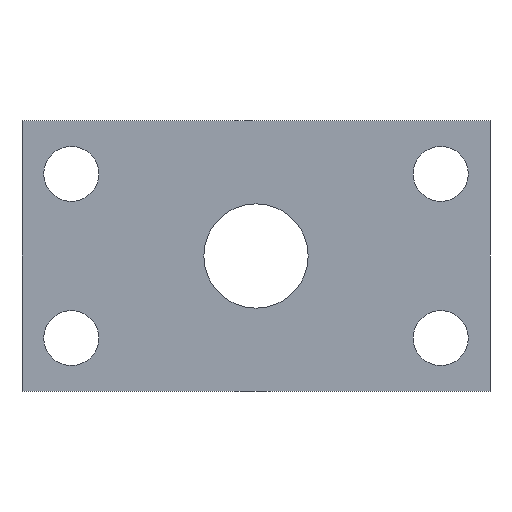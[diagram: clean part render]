
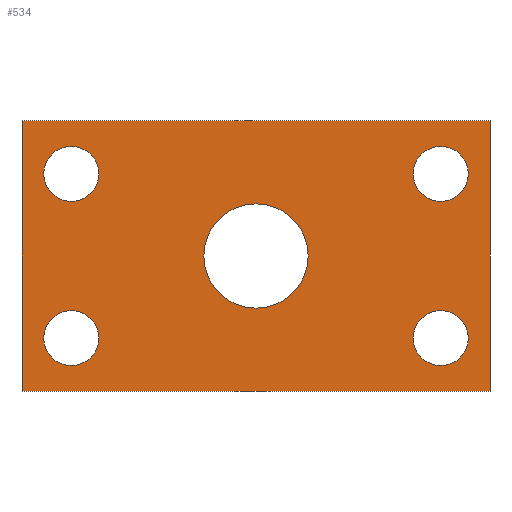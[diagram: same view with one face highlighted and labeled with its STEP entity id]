
A CAD part, front view. The second image highlights one B-rep face of the part: STEP entity #534.
In plain terms, the highlighted planar face has unit normal (0, -1, 0).
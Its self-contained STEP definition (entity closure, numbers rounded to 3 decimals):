
#13 = ORIENTED_EDGE ( 'NONE', *, *, #121, .F. ) ;
#16 = CARTESIAN_POINT ( 'NONE',  ( 51., 0., -26.5 ) ) ;
#17 = EDGE_CURVE ( 'NONE', #490, #569, #732, .T. ) ;
#18 = ORIENTED_EDGE ( 'NONE', *, *, #318, .F. ) ;
#20 = DIRECTION ( 'NONE',  ( 0., 0., -1. ) ) ;
#21 = CARTESIAN_POINT ( 'NONE',  ( 6., 0., -23.15 ) ) ;
#25 = ORIENTED_EDGE ( 'NONE', *, *, #51, .F. ) ;
#26 = DIRECTION ( 'NONE',  ( 0., 0., 1. ) ) ;
#31 = AXIS2_PLACEMENT_3D ( 'NONE', #520, #463, #172 ) ;
#38 = EDGE_CURVE ( 'NONE', #329, #574, #714, .T. ) ;
#51 = EDGE_CURVE ( 'NONE', #275, #208, #500, .T. ) ;
#52 = CARTESIAN_POINT ( 'NONE',  ( 51., 0., -23.15 ) ) ;
#55 = CARTESIAN_POINT ( 'NONE',  ( 51., 0., -29.85 ) ) ;
#64 = VERTEX_POINT ( 'NONE', #428 ) ;
#67 = CIRCLE ( 'NONE', #425, 6.35 ) ;
#72 = FACE_BOUND ( 'NONE', #639, .T. ) ;
#101 = VERTEX_POINT ( 'NONE', #431 ) ;
#102 = CIRCLE ( 'NONE', #451, 3.35 ) ;
#112 = EDGE_CURVE ( 'NONE', #101, #260, #102, .T. ) ;
#121 = EDGE_CURVE ( 'NONE', #494, #348, #372, .T. ) ;
#124 = AXIS2_PLACEMENT_3D ( 'NONE', #457, #735, #394 ) ;
#132 = CARTESIAN_POINT ( 'NONE',  ( 0., 0., -33. ) ) ;
#138 = CIRCLE ( 'NONE', #351, 6.35 ) ;
#146 = DIRECTION ( 'NONE',  ( 0., -1., 0. ) ) ;
#147 = CARTESIAN_POINT ( 'NONE',  ( 57., 0., -33. ) ) ;
#153 = VECTOR ( 'NONE', #26, 1000. ) ;
#162 = FACE_BOUND ( 'NONE', #435, .T. ) ;
#164 = AXIS2_PLACEMENT_3D ( 'NONE', #16, #473, #392 ) ;
#165 = CARTESIAN_POINT ( 'NONE',  ( 57., 0., 0. ) ) ;
#166 = EDGE_LOOP ( 'NONE', ( #345, #168 ) ) ;
#168 = ORIENTED_EDGE ( 'NONE', *, *, #556, .F. ) ;
#172 = DIRECTION ( 'NONE',  ( 0., 0., -1. ) ) ;
#177 = CARTESIAN_POINT ( 'NONE',  ( 28.5, 0., -16.5 ) ) ;
#183 = DIRECTION ( 'NONE',  ( 0., 1., 0. ) ) ;
#190 = DIRECTION ( 'NONE',  ( 0., -1., 0. ) ) ;
#208 = VERTEX_POINT ( 'NONE', #335 ) ;
#234 = VECTOR ( 'NONE', #349, 1000. ) ;
#239 = EDGE_LOOP ( 'NONE', ( #497, #718 ) ) ;
#240 = DIRECTION ( 'NONE',  ( 0., 0., -1. ) ) ;
#243 = CARTESIAN_POINT ( 'NONE',  ( 51., 0., -3.15 ) ) ;
#249 = CARTESIAN_POINT ( 'NONE',  ( 51., 0., -6.5 ) ) ;
#250 = VERTEX_POINT ( 'NONE', #645 ) ;
#252 = CARTESIAN_POINT ( 'NONE',  ( 6., 0., -26.5 ) ) ;
#255 = DIRECTION ( 'NONE',  ( 0., 0., -1. ) ) ;
#260 = VERTEX_POINT ( 'NONE', #243 ) ;
#275 = VERTEX_POINT ( 'NONE', #21 ) ;
#293 = CARTESIAN_POINT ( 'NONE',  ( 28.5, 0., -16.5 ) ) ;
#297 = FACE_BOUND ( 'NONE', #239, .T. ) ;
#298 = EDGE_CURVE ( 'NONE', #348, #329, #531, .T. ) ;
#303 = CARTESIAN_POINT ( 'NONE',  ( 0., 0., -33. ) ) ;
#305 = CIRCLE ( 'NONE', #124, 3.35 ) ;
#315 = CARTESIAN_POINT ( 'NONE',  ( 28.5, 0., -10.15 ) ) ;
#316 = CIRCLE ( 'NONE', #400, 3.35 ) ;
#318 = EDGE_CURVE ( 'NONE', #208, #275, #648, .T. ) ;
#329 = VERTEX_POINT ( 'NONE', #132 ) ;
#335 = CARTESIAN_POINT ( 'NONE',  ( 6., 0., -29.85 ) ) ;
#341 = VECTOR ( 'NONE', #433, 1000. ) ;
#345 = ORIENTED_EDGE ( 'NONE', *, *, #598, .F. ) ;
#348 = VERTEX_POINT ( 'NONE', #147 ) ;
#349 = DIRECTION ( 'NONE',  ( -1., 0., 0. ) ) ;
#351 = AXIS2_PLACEMENT_3D ( 'NONE', #177, #183, #448 ) ;
#362 = VERTEX_POINT ( 'NONE', #315 ) ;
#369 = CARTESIAN_POINT ( 'NONE',  ( 0., 0., 0. ) ) ;
#372 = LINE ( 'NONE', #599, #341 ) ;
#387 = FACE_BOUND ( 'NONE', #672, .T. ) ;
#389 = ORIENTED_EDGE ( 'NONE', *, *, #38, .F. ) ;
#392 = DIRECTION ( 'NONE',  ( 0., 0., -1. ) ) ;
#394 = DIRECTION ( 'NONE',  ( 0., 0., -1. ) ) ;
#400 = AXIS2_PLACEMENT_3D ( 'NONE', #469, #689, #725 ) ;
#404 = ORIENTED_EDGE ( 'NONE', *, *, #719, .F. ) ;
#405 = DIRECTION ( 'NONE',  ( 0., 1., 0. ) ) ;
#406 = ORIENTED_EDGE ( 'NONE', *, *, #298, .F. ) ;
#413 = DIRECTION ( 'NONE',  ( 0., 0., -1. ) ) ;
#425 = AXIS2_PLACEMENT_3D ( 'NONE', #293, #405, #729 ) ;
#428 = CARTESIAN_POINT ( 'NONE',  ( 6., 0., -9.85 ) ) ;
#431 = CARTESIAN_POINT ( 'NONE',  ( 51., 0., -9.85 ) ) ;
#433 = DIRECTION ( 'NONE',  ( 0., 0., -1. ) ) ;
#435 = EDGE_LOOP ( 'NONE', ( #607, #514 ) ) ;
#448 = DIRECTION ( 'NONE',  ( 0., 0., 1. ) ) ;
#451 = AXIS2_PLACEMENT_3D ( 'NONE', #249, #700, #654 ) ;
#457 = CARTESIAN_POINT ( 'NONE',  ( 51., 0., -6.5 ) ) ;
#460 = EDGE_CURVE ( 'NONE', #362, #615, #138, .T. ) ;
#462 = CIRCLE ( 'NONE', #164, 3.35 ) ;
#463 = DIRECTION ( 'NONE',  ( 0., -1., 0. ) ) ;
#465 = PLANE ( 'NONE',  #466 ) ;
#466 = AXIS2_PLACEMENT_3D ( 'NONE', #686, #629, #413 ) ;
#469 = CARTESIAN_POINT ( 'NONE',  ( 6., 0., -6.5 ) ) ;
#473 = DIRECTION ( 'NONE',  ( 0., -1., 0. ) ) ;
#476 = VECTOR ( 'NONE', #570, 1000. ) ;
#477 = AXIS2_PLACEMENT_3D ( 'NONE', #650, #146, #255 ) ;
#487 = AXIS2_PLACEMENT_3D ( 'NONE', #701, #190, #240 ) ;
#488 = DIRECTION ( 'NONE',  ( 0., -1., 0. ) ) ;
#490 = VERTEX_POINT ( 'NONE', #55 ) ;
#494 = VERTEX_POINT ( 'NONE', #165 ) ;
#497 = ORIENTED_EDGE ( 'NONE', *, *, #17, .F. ) ;
#500 = CIRCLE ( 'NONE', #501, 3.35 ) ;
#501 = AXIS2_PLACEMENT_3D ( 'NONE', #252, #488, #20 ) ;
#510 = LINE ( 'NONE', #632, #476 ) ;
#512 = FACE_BOUND ( 'NONE', #166, .T. ) ;
#513 = EDGE_CURVE ( 'NONE', #615, #362, #67, .T. ) ;
#514 = ORIENTED_EDGE ( 'NONE', *, *, #513, .T. ) ;
#520 = CARTESIAN_POINT ( 'NONE',  ( 6., 0., -6.5 ) ) ;
#526 = CIRCLE ( 'NONE', #31, 3.35 ) ;
#529 = CARTESIAN_POINT ( 'NONE',  ( 0., 0., 0. ) ) ;
#531 = LINE ( 'NONE', #303, #234 ) ;
#534 = ADVANCED_FACE ( 'NONE', ( #162, #387, #72, #297, #512, #731 ), #465, .T. ) ;
#556 = EDGE_CURVE ( 'NONE', #250, #64, #316, .T. ) ;
#569 = VERTEX_POINT ( 'NONE', #52 ) ;
#570 = DIRECTION ( 'NONE',  ( 1., 0., 0. ) ) ;
#574 = VERTEX_POINT ( 'NONE', #529 ) ;
#575 = EDGE_CURVE ( 'NONE', #569, #490, #462, .T. ) ;
#598 = EDGE_CURVE ( 'NONE', #64, #250, #526, .T. ) ;
#599 = CARTESIAN_POINT ( 'NONE',  ( 57., 0., 0. ) ) ;
#607 = ORIENTED_EDGE ( 'NONE', *, *, #460, .T. ) ;
#615 = VERTEX_POINT ( 'NONE', #620 ) ;
#620 = CARTESIAN_POINT ( 'NONE',  ( 28.5, 0., -22.85 ) ) ;
#627 = EDGE_CURVE ( 'NONE', #260, #101, #305, .T. ) ;
#629 = DIRECTION ( 'NONE',  ( 0., -1., 0. ) ) ;
#632 = CARTESIAN_POINT ( 'NONE',  ( 0., 0., 0. ) ) ;
#639 = EDGE_LOOP ( 'NONE', ( #18, #25 ) ) ;
#645 = CARTESIAN_POINT ( 'NONE',  ( 6., 0., -3.15 ) ) ;
#648 = CIRCLE ( 'NONE', #487, 3.35 ) ;
#650 = CARTESIAN_POINT ( 'NONE',  ( 51., 0., -26.5 ) ) ;
#654 = DIRECTION ( 'NONE',  ( 0., 0., -1. ) ) ;
#672 = EDGE_LOOP ( 'NONE', ( #679, #702 ) ) ;
#679 = ORIENTED_EDGE ( 'NONE', *, *, #112, .F. ) ;
#686 = CARTESIAN_POINT ( 'NONE',  ( 0., 0., 0. ) ) ;
#689 = DIRECTION ( 'NONE',  ( 0., -1., 0. ) ) ;
#700 = DIRECTION ( 'NONE',  ( 0., -1., 0. ) ) ;
#701 = CARTESIAN_POINT ( 'NONE',  ( 6., 0., -26.5 ) ) ;
#702 = ORIENTED_EDGE ( 'NONE', *, *, #627, .F. ) ;
#714 = LINE ( 'NONE', #369, #153 ) ;
#718 = ORIENTED_EDGE ( 'NONE', *, *, #575, .F. ) ;
#719 = EDGE_CURVE ( 'NONE', #574, #494, #510, .T. ) ;
#725 = DIRECTION ( 'NONE',  ( 0., 0., -1. ) ) ;
#729 = DIRECTION ( 'NONE',  ( 0., 0., 1. ) ) ;
#731 = FACE_OUTER_BOUND ( 'NONE', #734, .T. ) ;
#732 = CIRCLE ( 'NONE', #477, 3.35 ) ;
#734 = EDGE_LOOP ( 'NONE', ( #389, #406, #13, #404 ) ) ;
#735 = DIRECTION ( 'NONE',  ( 0., -1., 0. ) ) ;
